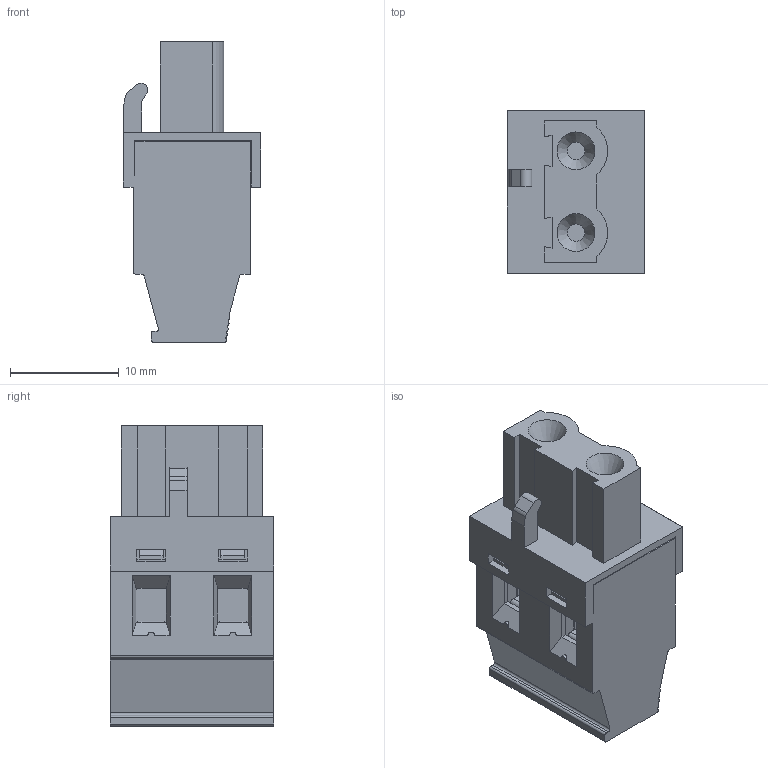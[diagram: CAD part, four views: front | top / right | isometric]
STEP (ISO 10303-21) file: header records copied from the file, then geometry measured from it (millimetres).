
FILE_DESCRIPTION( ( 'STEP AP203' ), '1' );
FILE_NAME( 'SV02-7,5-F.stp', ' ', ( ' ' ), ( ' ' ), 'PSStep 15.0.49', 'VISI 20.0', ' ' );
FILE_SCHEMA( ( 'AUTOMOTIVE_DESIGN { 1 0 10303 214 1 1 1 1 }' ) );
Length unit declared in the file: millimetre
Products named in the file (1): 1
Bounding box: 12.58 x 15 x 27.58 mm (x, y, z)
Volume: 2963.9 mm3; surface area: 3312.9 mm2
Topology: 1 solids, 3 shells, 236 faces, 689 edges, 454 vertices
Faces by surface type: plane 201, cylinder 33, cone 2
Full cylindrical faces by diameter (mm): 1.588 x2, 3.97 x2
Entity records: 9570 total; most frequent: CARTESIAN_POINT 1374, ORIENTED_EDGE 1354, DIRECTION 1219, EDGE_CURVE 677, LINE 601, VECTOR 601, VERTEX_POINT 448, AXIS2_PLACEMENT_3D 309
